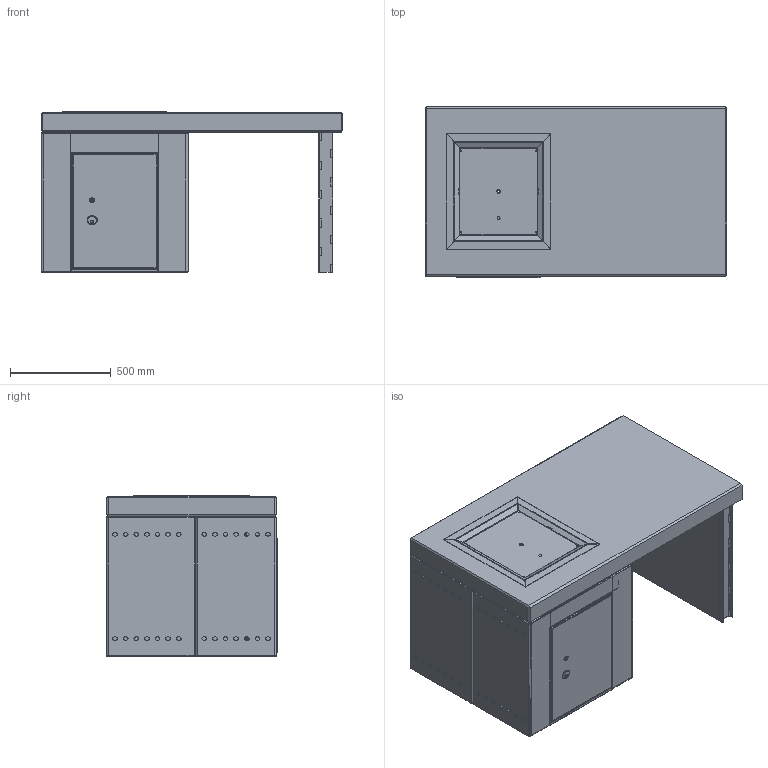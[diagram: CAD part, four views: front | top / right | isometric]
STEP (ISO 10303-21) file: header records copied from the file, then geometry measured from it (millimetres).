
FILE_DESCRIPTION(/* description */ (''),/* implementation_level */ '2;1');
FILE_NAME(/* name */ 'CMP08-A_UAP_BBQ_3D',/* time_stamp */ '2018-01-21T22:12:48-05:00',/* author */ (''),/* organization */ (''),/* preprocessor_version */ 'ST-DEVELOPER v15',/* originating_system */ '',/* authorisation */ '');
FILE_SCHEMA (('AUTOMOTIVE_DESIGN'));
Length unit declared in the file: millimetre
Products named in the file (1): Document
Bounding box: 1500 x 850 x 800 mm (x, y, z)
Volume: 114822535 mm3; surface area: 12356590.2 mm2
Topology: 22 solids, 38 shells, 822 faces, 1965 edges, 1219 vertices
Faces by surface type: bspline 445, plane 377
Entity records: 25623 total; most frequent: CARTESIAN_POINT 13056, ORIENTED_EDGE 3803, EDGE_CURVE 1965, VERTEX_POINT 1219, EDGE_LOOP 1047, B_SPLINE_CURVE_WITH_KNOTS 1021, ADVANCED_FACE 822, FACE_OUTER_BOUND 822
